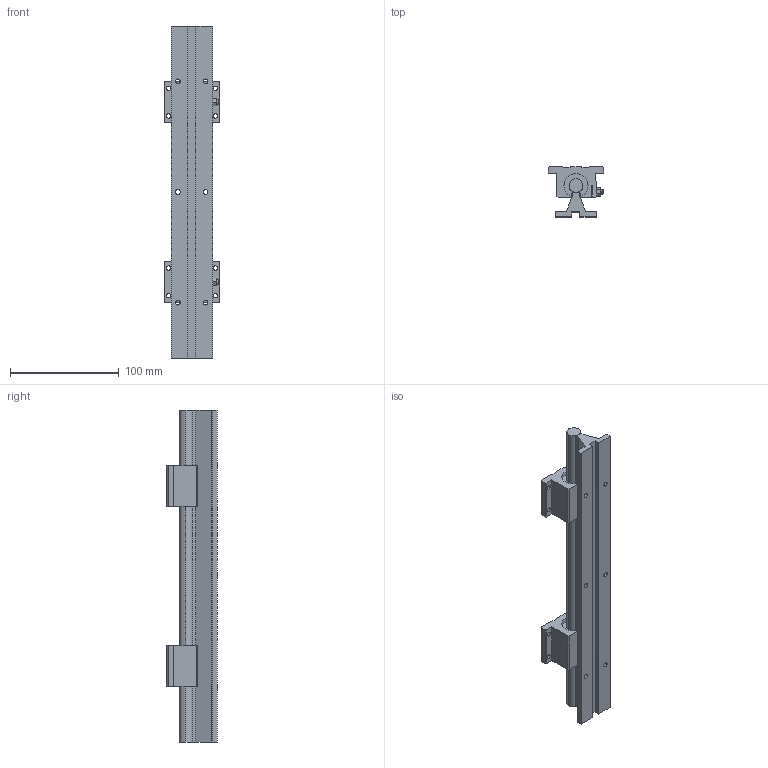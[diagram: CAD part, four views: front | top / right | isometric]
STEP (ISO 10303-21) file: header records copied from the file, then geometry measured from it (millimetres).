
FILE_DESCRIPTION (( 'STEP AP203' ), '1' );
FILE_NAME ('LARSB1-08L12C.step', '2022-08-29T21:37:17', ( '' ), ( '' ), 'SwSTEP 2.0', 'SolidWorks 2021', '' );
FILE_SCHEMA (( 'CONFIG_CONTROL_DESIGN' ));
Length unit declared in the file: inch
Products named in the file (3): LARSACC-004; LARSB1-08L12C-RAIL; LARSB1-08L12C
Assembly tree (3 placements, depth 2):
  LARSB1-08L12C
    LARSB1-08L12C-RAIL
    LARSACC-004  x2
Bounding box: 50.8 x 46.02 x 304.8 mm (x, y, z)
Volume: 209589.9 mm3; surface area: 71614 mm2
Topology: 4 solids, 4 shells, 204 faces, 562 edges, 372 vertices
Faces by surface type: plane 119, cylinder 69, cone 16
Entity records: 4355 total; most frequent: CARTESIAN_POINT 775, DIRECTION 680, ORIENTED_EDGE 676, EDGE_CURVE 338, AXIS2_PLACEMENT_3D 227, VECTOR 226, LINE 226, VERTEX_POINT 224
